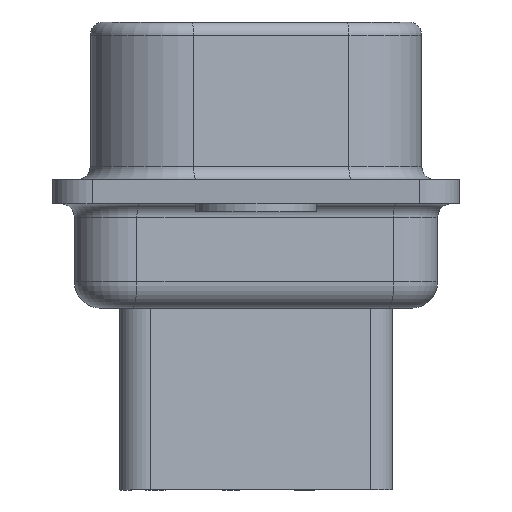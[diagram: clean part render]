
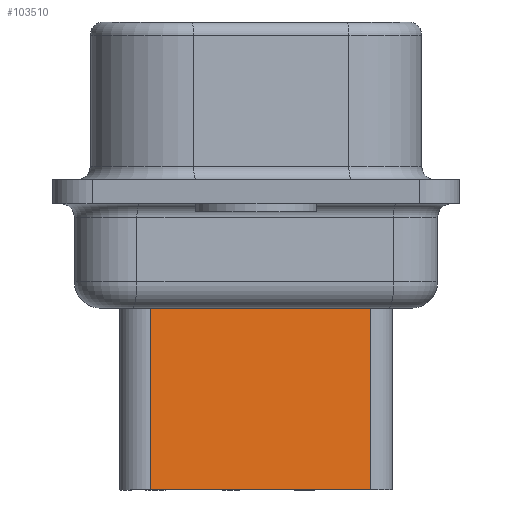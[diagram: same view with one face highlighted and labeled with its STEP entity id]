
A CAD part, left-side view. The second image highlights one B-rep face of the part: STEP entity #103510.
In plain terms, the highlighted face is planar.
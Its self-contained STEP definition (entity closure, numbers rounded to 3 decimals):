
#103120=CARTESIAN_POINT('',(147.333,53.706,
-25.2));
#103130=DIRECTION('',(-0.174,0.985,
0.));
#103140=DIRECTION('',(-0.985,-0.174,
0.));
#103150=AXIS2_PLACEMENT_3D('',#103120,#103130,#103140);
#103160=PLANE('',#103150);
#103170=CARTESIAN_POINT('',(139.133,52.26,
-25.2));
#103180=DIRECTION('',(0.,0.,-1.));
#103190=VECTOR('',#103180,1.);
#103200=LINE('',#103170,#103190);
#103210=CARTESIAN_POINT('',(139.133,52.26,
-25.4));
#103220=VERTEX_POINT('',#103210);
#103230=CARTESIAN_POINT('',(139.133,52.26,
-32.2));
#103240=VERTEX_POINT('',#103230);
#103250=EDGE_CURVE('',#103220,#103240,#103200,.T.);
#103260=ORIENTED_EDGE('',*,*,#103250,.F.);
#103270=CARTESIAN_POINT('',(139.133,52.26,
-32.2));
#103280=DIRECTION('',(0.985,0.174,
0.));
#103290=VECTOR('',#103280,1.);
#103300=LINE('',#103270,#103290);
#103310=CARTESIAN_POINT('',(147.333,53.706,
-32.2));
#103320=VERTEX_POINT('',#103310);
#103330=EDGE_CURVE('',#103240,#103320,#103300,.T.);
#103340=ORIENTED_EDGE('',*,*,#103330,.F.);
#103350=CARTESIAN_POINT('',(147.333,53.706,
-25.2));
#103360=DIRECTION('',(0.,0.,-1.));
#103370=VECTOR('',#103360,1.);
#103380=LINE('',#103350,#103370);
#103390=CARTESIAN_POINT('',(147.333,53.706,
-25.4));
#103400=VERTEX_POINT('',#103390);
#103410=EDGE_CURVE('',#103400,#103320,#103380,.T.);
#103420=ORIENTED_EDGE('',*,*,#103410,.T.);
#103430=CARTESIAN_POINT('',(57.307,37.832,
-25.4));
#103440=DIRECTION('',(0.985,0.174,
0.));
#103450=VECTOR('',#103440,1.);
#103460=LINE('',#103430,#103450);
#103470=EDGE_CURVE('',#103220,#103400,#103460,.T.);
#103480=ORIENTED_EDGE('',*,*,#103470,.T.);
#103490=EDGE_LOOP('',(#103480,#103420,#103340,#103260));
#103500=FACE_OUTER_BOUND('',#103490,.T.);
#103510=ADVANCED_FACE('',(#103500),#103160,.T.);
